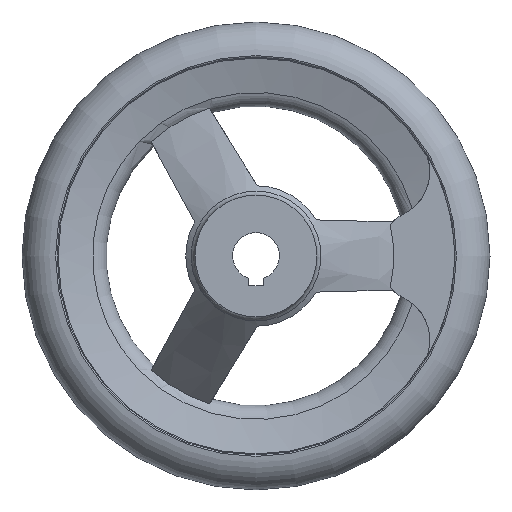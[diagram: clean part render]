
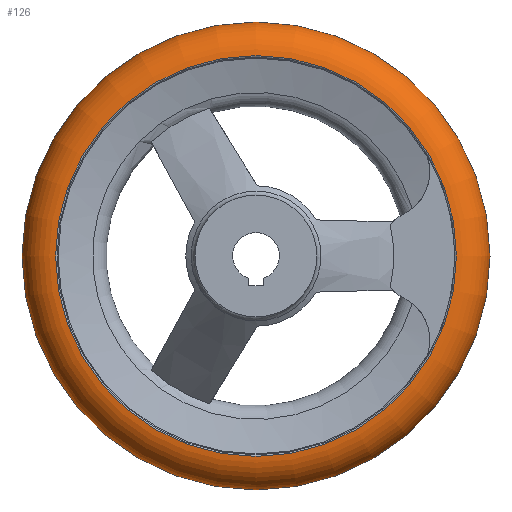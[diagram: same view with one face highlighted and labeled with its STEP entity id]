
A CAD part, front view. The second image highlights one B-rep face of the part: STEP entity #126.
In plain terms, the highlighted toroidal (fillet/blend) face has major radius 42.5 mm and minor radius 7.5 mm.
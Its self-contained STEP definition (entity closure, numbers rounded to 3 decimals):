
#126 = ADVANCED_FACE( '', ( #277, #278, #279 ), #280, .T. );
#277 = FACE_BOUND( '', #439, .T. );
#278 = FACE_OUTER_BOUND( '', #440, .T. );
#279 = FACE_OUTER_BOUND( '', #441, .T. );
#280 = TOROIDAL_SURFACE( '', #442, 42.5, 7.5 );
#439 = VERTEX_LOOP( '', #767 );
#440 = EDGE_LOOP( '', ( #768 ) );
#441 = EDGE_LOOP( '', ( #769 ) );
#442 = AXIS2_PLACEMENT_3D( '', #770, #771, #772 );
#767 = VERTEX_POINT( '', #1021 );
#768 = ORIENTED_EDGE( '', *, *, #962, .T. );
#769 = ORIENTED_EDGE( '', *, *, #939, .F. );
#770 = CARTESIAN_POINT( '', ( 0., 25.5, 0. ) );
#771 = DIRECTION( '', ( 0., -1., 0. ) );
#772 = DIRECTION( '', ( 0., 0., -1. ) );
#939 = EDGE_CURVE( '', #1115, #1115, #1116, .T. );
#962 = EDGE_CURVE( '', #1152, #1152, #1153, .T. );
#1021 = CARTESIAN_POINT( '', ( 0., 25.5, -50. ) );
#1115 = VERTEX_POINT( '', #1478 );
#1116 = CIRCLE( '', #1479, 42.813 );
#1152 = VERTEX_POINT( '', #1521 );
#1153 = CIRCLE( '', #1522, 42.813 );
#1478 = CARTESIAN_POINT( '', ( 0., 18.007, -42.813 ) );
#1479 = AXIS2_PLACEMENT_3D( '', #1906, #1907, #1908 );
#1521 = CARTESIAN_POINT( '', ( 0., 32.993, -42.813 ) );
#1522 = AXIS2_PLACEMENT_3D( '', #1942, #1943, #1944 );
#1906 = CARTESIAN_POINT( '', ( 0., 18.007, 0. ) );
#1907 = DIRECTION( '', ( 0., -1., 0. ) );
#1908 = DIRECTION( '', ( 0., 0., -1. ) );
#1942 = CARTESIAN_POINT( '', ( 0., 32.993, 0. ) );
#1943 = DIRECTION( '', ( 0., -1., 0. ) );
#1944 = DIRECTION( '', ( 0., 0., -1. ) );
